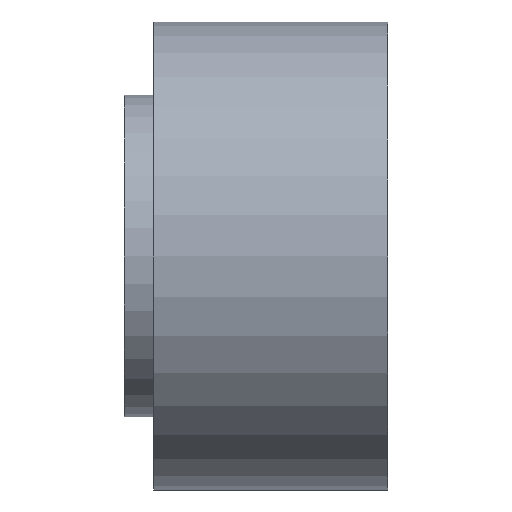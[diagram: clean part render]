
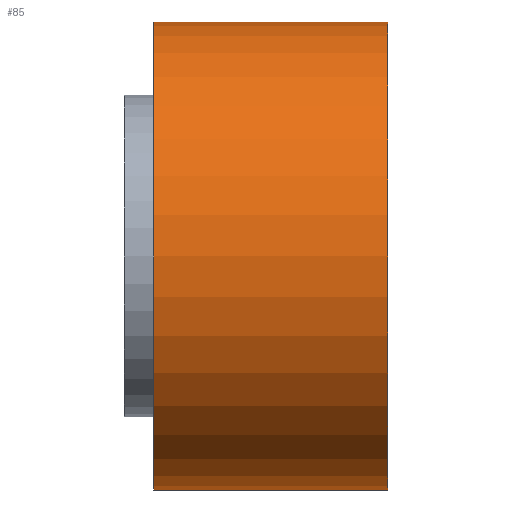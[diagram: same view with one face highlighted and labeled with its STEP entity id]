
A CAD part, front view. The second image highlights one B-rep face of the part: STEP entity #85.
In plain terms, the highlighted cylindrical face has radius 80 mm (diameter 160 mm), a full revolution.
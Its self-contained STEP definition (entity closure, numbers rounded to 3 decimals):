
#85 = ADVANCED_FACE( '', ( #187, #188 ), #189, .T. );
#187 = FACE_OUTER_BOUND( '', #292, .T. );
#188 = FACE_OUTER_BOUND( '', #293, .T. );
#189 = CYLINDRICAL_SURFACE( '', #294, 80. );
#292 = EDGE_LOOP( '', ( #499 ) );
#293 = EDGE_LOOP( '', ( #500 ) );
#294 = AXIS2_PLACEMENT_3D( '', #501, #502, #503 );
#499 = ORIENTED_EDGE( '', *, *, #623, .F. );
#500 = ORIENTED_EDGE( '', *, *, #579, .T. );
#501 = CARTESIAN_POINT( '', ( 60., 0., 0. ) );
#502 = DIRECTION( '', ( -1., 0., 0. ) );
#503 = DIRECTION( '', ( 0., 0., -1. ) );
#579 = EDGE_CURVE( '', #693, #693, #694, .T. );
#623 = EDGE_CURVE( '', #755, #755, #756, .T. );
#693 = VERTEX_POINT( '', #872 );
#694 = CIRCLE( '', #873, 80. );
#755 = VERTEX_POINT( '', #1232 );
#756 = CIRCLE( '', #1233, 80. );
#872 = CARTESIAN_POINT( '', ( 10., 0., -80. ) );
#873 = AXIS2_PLACEMENT_3D( '', #1318, #1319, #1320 );
#1232 = CARTESIAN_POINT( '', ( 90., 0., -80. ) );
#1233 = AXIS2_PLACEMENT_3D( '', #1375, #1376, #1377 );
#1318 = CARTESIAN_POINT( '', ( 10., 0., 0. ) );
#1319 = DIRECTION( '', ( 1., 0., 0. ) );
#1320 = DIRECTION( '', ( 0., 0., -1. ) );
#1375 = CARTESIAN_POINT( '', ( 90., 0., 0. ) );
#1376 = DIRECTION( '', ( 1., 0., 0. ) );
#1377 = DIRECTION( '', ( 0., 0., -1. ) );
